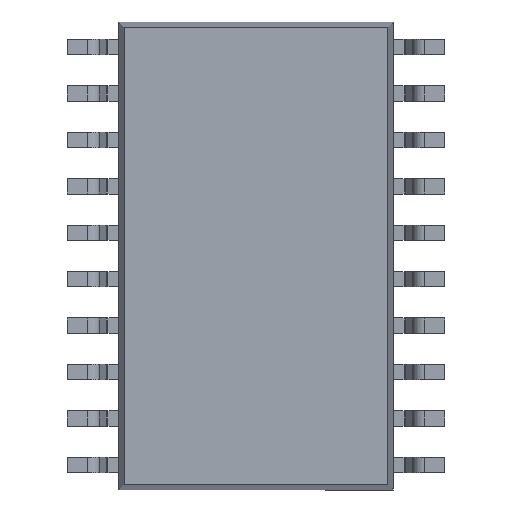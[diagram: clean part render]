
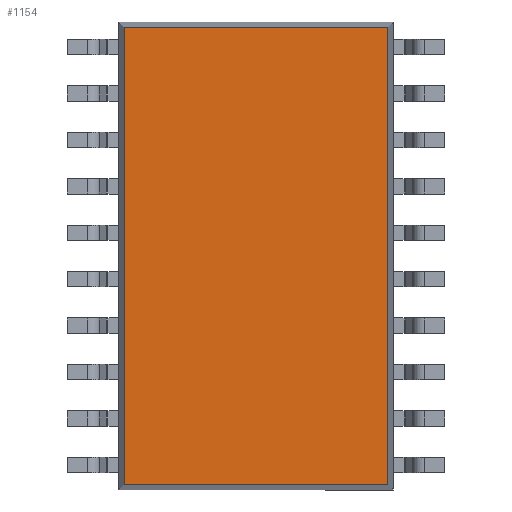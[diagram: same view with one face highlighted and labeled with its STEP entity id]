
A CAD part, front view. The second image highlights one B-rep face of the part: STEP entity #1154.
In plain terms, the highlighted planar face has unit normal (0, -1, 0).
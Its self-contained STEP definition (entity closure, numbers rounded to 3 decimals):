
#159 = CARTESIAN_POINT ( 'NONE',  ( 3.604, 0.3, 6.254 ) ) ;
#620 = CARTESIAN_POINT ( 'NONE',  ( -3.604, 0.3, 6.254 ) ) ;
#649 = DIRECTION ( 'NONE',  ( 0., 0., -1. ) ) ;
#1009 = CARTESIAN_POINT ( 'NONE',  ( -3.75, 0.3, -6.254 ) ) ;
#1055 = VECTOR ( 'NONE', #7798, 1000. ) ;
#1099 = LINE ( 'NONE', #1009, #5332 ) ;
#1154 = ADVANCED_FACE ( 'NONE', ( #8832 ), #8881, .T. ) ;
#1331 = ORIENTED_EDGE ( 'NONE', *, *, #3218, .T. ) ;
#1654 = EDGE_CURVE ( 'NONE', #7989, #2771, #1987, .T. ) ;
#1687 = CARTESIAN_POINT ( 'NONE',  ( 3.604, 0.3, -6.254 ) ) ;
#1961 = AXIS2_PLACEMENT_3D ( 'NONE', #6001, #5202, #5298 ) ;
#1987 = LINE ( 'NONE', #3297, #3931 ) ;
#2174 = EDGE_CURVE ( 'NONE', #6686, #8759, #1099, .T. ) ;
#2505 = ORIENTED_EDGE ( 'NONE', *, *, #2174, .T. ) ;
#2771 = VERTEX_POINT ( 'NONE', #620 ) ;
#2867 = ORIENTED_EDGE ( 'NONE', *, *, #6589, .T. ) ;
#3218 = EDGE_CURVE ( 'NONE', #2771, #6686, #8533, .T. ) ;
#3297 = CARTESIAN_POINT ( 'NONE',  ( 3.75, 0.3, 6.254 ) ) ;
#3931 = VECTOR ( 'NONE', #6982, 1000. ) ;
#3977 = DIRECTION ( 'NONE',  ( 1., 0., 0. ) ) ;
#5010 = CARTESIAN_POINT ( 'NONE',  ( 3.604, 0.3, -6.4 ) ) ;
#5202 = DIRECTION ( 'NONE',  ( 0., -1., 0. ) ) ;
#5298 = DIRECTION ( 'NONE',  ( 0., 0., -1. ) ) ;
#5332 = VECTOR ( 'NONE', #3977, 1000. ) ;
#5659 = CARTESIAN_POINT ( 'NONE',  ( -3.604, 0.3, 6.4 ) ) ;
#6001 = CARTESIAN_POINT ( 'NONE',  ( 0., 0.3, 0. ) ) ;
#6520 = CARTESIAN_POINT ( 'NONE',  ( -3.604, 0.3, -6.254 ) ) ;
#6589 = EDGE_CURVE ( 'NONE', #8759, #7989, #7138, .T. ) ;
#6613 = VECTOR ( 'NONE', #649, 1000. ) ;
#6686 = VERTEX_POINT ( 'NONE', #6520 ) ;
#6982 = DIRECTION ( 'NONE',  ( -1., 0., 0. ) ) ;
#7138 = LINE ( 'NONE', #5010, #1055 ) ;
#7232 = EDGE_LOOP ( 'NONE', ( #2505, #2867, #8796, #1331 ) ) ;
#7798 = DIRECTION ( 'NONE',  ( 0., 0., 1. ) ) ;
#7989 = VERTEX_POINT ( 'NONE', #159 ) ;
#8533 = LINE ( 'NONE', #5659, #6613 ) ;
#8759 = VERTEX_POINT ( 'NONE', #1687 ) ;
#8796 = ORIENTED_EDGE ( 'NONE', *, *, #1654, .T. ) ;
#8832 = FACE_OUTER_BOUND ( 'NONE', #7232, .T. ) ;
#8881 = PLANE ( 'NONE',  #1961 ) ;
